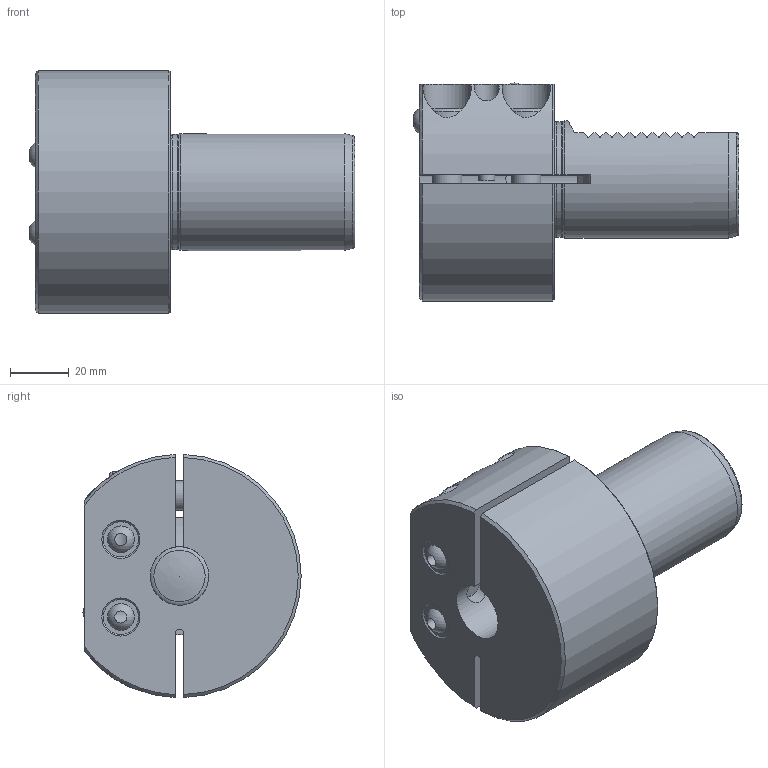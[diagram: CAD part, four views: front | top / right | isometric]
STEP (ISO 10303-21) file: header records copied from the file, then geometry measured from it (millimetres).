
FILE_DESCRIPTION(/* description */ (''),/* implementation_level */ '2;1');
FILE_NAME(/* name */ '40_20_230.stp',/* time_stamp */ '2021-10-06T11:18:16+02:00',/* author */ ('cad'),/* organization */ (''),/* preprocessor_version */ 'ST-DEVELOPER v18.1',/* originating_system */ 'Autodesk Inventor 2021',/* authorisation */ '');
FILE_SCHEMA (('AUTOMOTIVE_DESIGN { 1 0 10303 214 3 1 1 }'));
Length unit declared in the file: inch
Products named in the file (1): 40_20_230_Shrinkwrap_1
Bounding box: 111.05 x 74.47 x 82.95 mm (x, y, z)
Volume: 252141.4 mm3; surface area: 51915.8 mm2
Topology: 2 solids, 2 shells, 221 faces, 626 edges, 430 vertices
Faces by surface type: plane 104, cylinder 56, cone 40, torus 11, sphere 8, bspline 2
Full cylindrical faces by diameter (mm): 4.134 x2, 5.5 x1, 5.7 x3, 6.647 x2, 7.7 x2, 7.95 x4, 8.5 x1, 9 x2, 10 x4, 10.106 x4, 10.5 x2, 12 x2, 14 x1, 16 x2, 16.5 x2, 20 x1, 21 x1, 22 x1, 40 x1
Entity records: 8298 total; most frequent: CARTESIAN_POINT 2261, ORIENTED_EDGE 1234, DIRECTION 1187, EDGE_CURVE 617, AXIS2_PLACEMENT_3D 467, VERTEX_POINT 430, EDGE_LOOP 263, LINE 253
